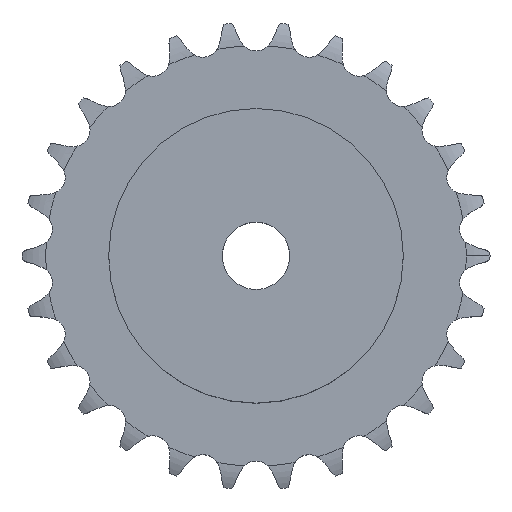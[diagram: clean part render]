
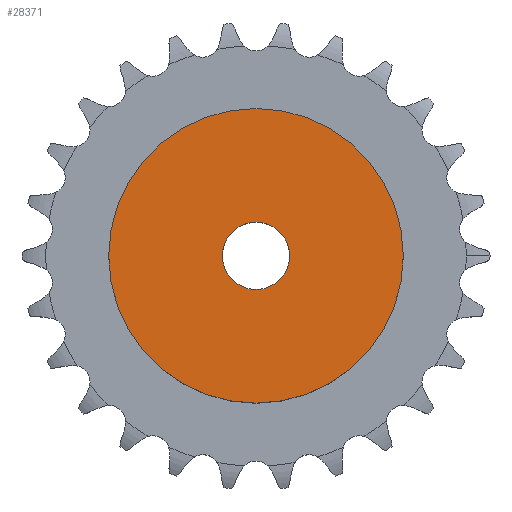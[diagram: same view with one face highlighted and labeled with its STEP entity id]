
A CAD part, top view. The second image highlights one B-rep face of the part: STEP entity #28371.
In plain terms, the highlighted planar face has unit normal (0, 0, 1).
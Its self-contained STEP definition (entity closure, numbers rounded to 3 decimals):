
#3516 = CYLINDRICAL_SURFACE('',#3517,35.);
#3517 = AXIS2_PLACEMENT_3D('',#3518,#3519,#3520);
#3518 = CARTESIAN_POINT('',(0.,0.,0.));
#3519 = DIRECTION('',(-0.,-0.,-1.));
#3520 = DIRECTION('',(1.,0.,0.));
#17956 = VERTEX_POINT('',#17957);
#17957 = CARTESIAN_POINT('',(35.,0.,30.));
#17978 = EDGE_CURVE('',#17956,#17956,#17979,.T.);
#17979 = SURFACE_CURVE('',#17980,(#17985,#17992),.PCURVE_S1.);
#17980 = CIRCLE('',#17981,35.);
#17981 = AXIS2_PLACEMENT_3D('',#17982,#17983,#17984);
#17982 = CARTESIAN_POINT('',(0.,0.,30.));
#17983 = DIRECTION('',(0.,0.,1.));
#17984 = DIRECTION('',(1.,0.,0.));
#17985 = PCURVE('',#3516,#17986);
#17986 = DEFINITIONAL_REPRESENTATION('',(#17987),#17991);
#17987 = LINE('',#17988,#17989);
#17988 = CARTESIAN_POINT('',(-0.,-30.));
#17989 = VECTOR('',#17990,1.);
#17990 = DIRECTION('',(-1.,0.));
#17991 = ( GEOMETRIC_REPRESENTATION_CONTEXT(2) 
PARAMETRIC_REPRESENTATION_CONTEXT() REPRESENTATION_CONTEXT('2D SPACE',''
  ) );
#17992 = PCURVE('',#17993,#17998);
#17993 = PLANE('',#17994);
#17994 = AXIS2_PLACEMENT_3D('',#17995,#17996,#17997);
#17995 = CARTESIAN_POINT('',(0.,0.,30.)
  );
#17996 = DIRECTION('',(0.,0.,1.));
#17997 = DIRECTION('',(1.,0.,0.));
#17998 = DEFINITIONAL_REPRESENTATION('',(#17999),#18003);
#17999 = CIRCLE('',#18000,35.);
#18000 = AXIS2_PLACEMENT_2D('',#18001,#18002);
#18001 = CARTESIAN_POINT('',(0.,0.));
#18002 = DIRECTION('',(1.,0.));
#18003 = ( GEOMETRIC_REPRESENTATION_CONTEXT(2) 
PARAMETRIC_REPRESENTATION_CONTEXT() REPRESENTATION_CONTEXT('2D SPACE',''
  ) );
#24108 = CYLINDRICAL_SURFACE('',#24109,8.);
#24109 = AXIS2_PLACEMENT_3D('',#24110,#24111,#24112);
#24110 = CARTESIAN_POINT('',(0.,0.,171.877));
#24111 = DIRECTION('',(0.,0.,1.));
#24112 = DIRECTION('',(1.,0.,0.));
#28371 = ADVANCED_FACE('',(#28372,#28375),#17993,.T.);
#28372 = FACE_BOUND('',#28373,.T.);
#28373 = EDGE_LOOP('',(#28374));
#28374 = ORIENTED_EDGE('',*,*,#17978,.T.);
#28375 = FACE_BOUND('',#28376,.T.);
#28376 = EDGE_LOOP('',(#28377));
#28377 = ORIENTED_EDGE('',*,*,#28378,.F.);
#28378 = EDGE_CURVE('',#28379,#28379,#28381,.T.);
#28379 = VERTEX_POINT('',#28380);
#28380 = CARTESIAN_POINT('',(8.,0.,30.));
#28381 = SURFACE_CURVE('',#28382,(#28387,#28394),.PCURVE_S1.);
#28382 = CIRCLE('',#28383,8.);
#28383 = AXIS2_PLACEMENT_3D('',#28384,#28385,#28386);
#28384 = CARTESIAN_POINT('',(0.,0.,30.));
#28385 = DIRECTION('',(0.,0.,1.));
#28386 = DIRECTION('',(1.,0.,0.));
#28387 = PCURVE('',#17993,#28388);
#28388 = DEFINITIONAL_REPRESENTATION('',(#28389),#28393);
#28389 = CIRCLE('',#28390,8.);
#28390 = AXIS2_PLACEMENT_2D('',#28391,#28392);
#28391 = CARTESIAN_POINT('',(0.,0.));
#28392 = DIRECTION('',(1.,0.));
#28393 = ( GEOMETRIC_REPRESENTATION_CONTEXT(2) 
PARAMETRIC_REPRESENTATION_CONTEXT() REPRESENTATION_CONTEXT('2D SPACE',''
  ) );
#28394 = PCURVE('',#24108,#28395);
#28395 = DEFINITIONAL_REPRESENTATION('',(#28396),#28400);
#28396 = LINE('',#28397,#28398);
#28397 = CARTESIAN_POINT('',(0.,-141.877));
#28398 = VECTOR('',#28399,1.);
#28399 = DIRECTION('',(1.,0.));
#28400 = ( GEOMETRIC_REPRESENTATION_CONTEXT(2) 
PARAMETRIC_REPRESENTATION_CONTEXT() REPRESENTATION_CONTEXT('2D SPACE',''
  ) );
